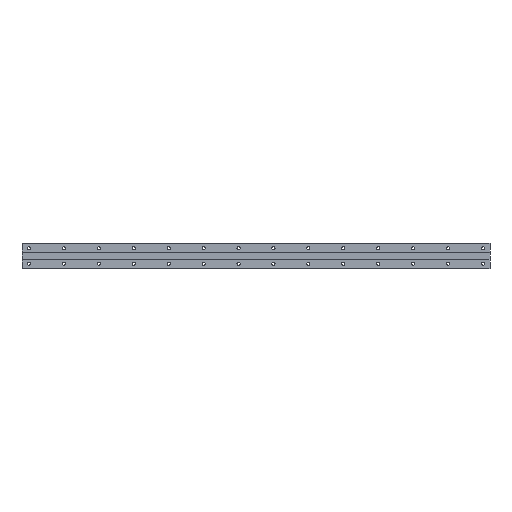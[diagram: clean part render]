
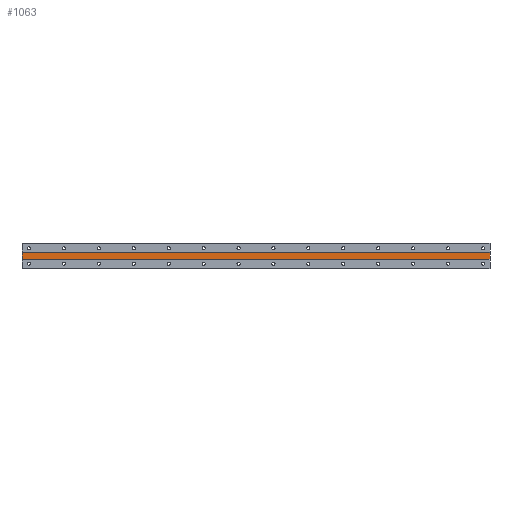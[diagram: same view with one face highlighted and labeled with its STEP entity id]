
A CAD part, front view. The second image highlights one B-rep face of the part: STEP entity #1063.
In plain terms, the highlighted planar face has unit normal (0, -1, 0).
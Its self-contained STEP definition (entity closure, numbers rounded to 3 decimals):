
#141 = ORIENTED_EDGE ( 'NONE', *, *, #418, .T. ) ;
#180 = DIRECTION ( 'NONE',  ( 0., 0., -1. ) ) ;
#332 = EDGE_CURVE ( 'NONE', #2079, #5320, #1206, .T. ) ;
#418 = EDGE_CURVE ( 'NONE', #5320, #2555, #1773, .T. ) ;
#473 = EDGE_LOOP ( 'NONE', ( #141, #2590, #1592, #2034 ) ) ;
#550 = CARTESIAN_POINT ( 'NONE',  ( 660., 0.5, -5. ) ) ;
#782 = DIRECTION ( 'NONE',  ( 0., 0., 1. ) ) ;
#983 = DIRECTION ( 'NONE',  ( 1., 0., 0. ) ) ;
#1002 = VECTOR ( 'NONE', #983, 1000. ) ;
#1032 = CARTESIAN_POINT ( 'NONE',  ( 660., 0.5, 18.34 ) ) ;
#1042 = CARTESIAN_POINT ( 'NONE',  ( 660., 0.5, 5. ) ) ;
#1063 = ADVANCED_FACE ( 'NONE', ( #4462 ), #1924, .F. ) ;
#1095 = AXIS2_PLACEMENT_3D ( 'NONE', #3602, #4159, #782 ) ;
#1206 = LINE ( 'NONE', #4173, #1898 ) ;
#1436 = CARTESIAN_POINT ( 'NONE',  ( 660., 0.5, -5. ) ) ;
#1592 = ORIENTED_EDGE ( 'NONE', *, *, #4400, .F. ) ;
#1773 = LINE ( 'NONE', #550, #1002 ) ;
#1898 = VECTOR ( 'NONE', #2913, 1000. ) ;
#1924 = PLANE ( 'NONE',  #1095 ) ;
#2034 = ORIENTED_EDGE ( 'NONE', *, *, #332, .T. ) ;
#2079 = VERTEX_POINT ( 'NONE', #2110 ) ;
#2110 = CARTESIAN_POINT ( 'NONE',  ( -10., 0.5, 5. ) ) ;
#2555 = VERTEX_POINT ( 'NONE', #1436 ) ;
#2568 = VECTOR ( 'NONE', #180, 1000. ) ;
#2590 = ORIENTED_EDGE ( 'NONE', *, *, #4807, .F. ) ;
#2913 = DIRECTION ( 'NONE',  ( 0., 0., -1. ) ) ;
#3155 = DIRECTION ( 'NONE',  ( 1., 0., 0. ) ) ;
#3204 = LINE ( 'NONE', #1042, #4574 ) ;
#3602 = CARTESIAN_POINT ( 'NONE',  ( 660., 0.5, 5. ) ) ;
#3674 = VERTEX_POINT ( 'NONE', #4761 ) ;
#4148 = CARTESIAN_POINT ( 'NONE',  ( -10., 0.5, -5. ) ) ;
#4159 = DIRECTION ( 'NONE',  ( 0., 1., 0. ) ) ;
#4173 = CARTESIAN_POINT ( 'NONE',  ( -10., 0.5, 18.34 ) ) ;
#4400 = EDGE_CURVE ( 'NONE', #2079, #3674, #3204, .T. ) ;
#4462 = FACE_OUTER_BOUND ( 'NONE', #473, .T. ) ;
#4574 = VECTOR ( 'NONE', #3155, 1000. ) ;
#4761 = CARTESIAN_POINT ( 'NONE',  ( 660., 0.5, 5. ) ) ;
#4807 = EDGE_CURVE ( 'NONE', #3674, #2555, #4866, .T. ) ;
#4866 = LINE ( 'NONE', #1032, #2568 ) ;
#5320 = VERTEX_POINT ( 'NONE', #4148 ) ;
